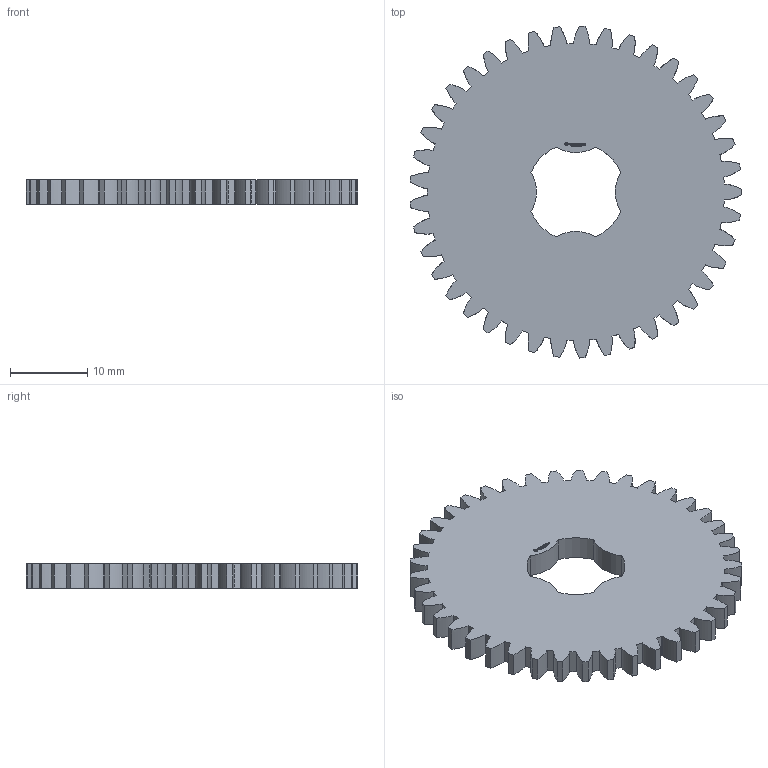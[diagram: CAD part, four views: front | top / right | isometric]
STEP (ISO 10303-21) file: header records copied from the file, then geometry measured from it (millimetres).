
FILE_DESCRIPTION(('FreeCAD Model'),'2;1');
FILE_NAME('Open CASCADE Shape Model','2024-03-09T20:22:52',(''),(''), 'Open CASCADE STEP processor 7.6','FreeCAD','Unknown');
FILE_SCHEMA(('AUTOMOTIVE_DESIGN { 1 0 10303 214 1 1 1 1 }'));
Products named in the file (1): Gear Wheel PLN TTH41 BU00.25 SFT-SHD - SPN-GWH-0141 (stemfie.org)
Bounding box: 42.96 x 42.99 x 3.12 mm (x, y, z)
Volume: 3748.4 mm3; surface area: 3349.1 mm2
Topology: 1 solids, 1 shells, 686 faces, 1962 edges, 1308 vertices
Faces by surface type: extrusion 340, plane 338, cylinder 8
Entity records: 59929 total; most frequent: CARTESIAN_POINT 18271, DIRECTION 5576, VECTOR 4834, LINE 4494, ORIENTED_EDGE 3924, PCURVE 3924, DEFINITIONAL_REPRESENTATION 3924, EDGE_CURVE 1962
